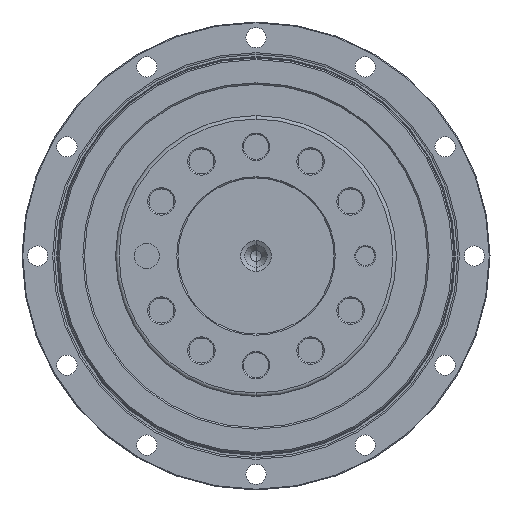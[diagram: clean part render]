
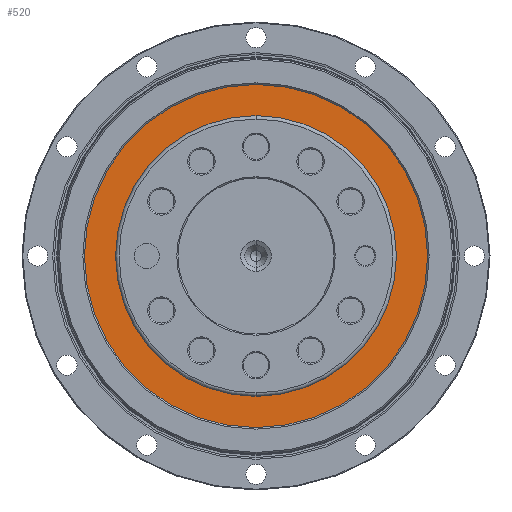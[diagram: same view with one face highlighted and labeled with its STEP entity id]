
A CAD part, left-side view. The second image highlights one B-rep face of the part: STEP entity #520.
In plain terms, the highlighted planar face has unit normal (-1, 0, 0).
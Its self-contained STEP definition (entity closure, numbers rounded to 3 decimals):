
#36 = CARTESIAN_POINT ( 'NONE',  ( 2370.794, 1462.591, 90.009 ) ) ;
#115 = PLANE ( 'NONE',  #6818 ) ;
#520 = ADVANCED_FACE ( 'NONE', ( #11473, #14595 ), #115, .F. ) ;
#899 = DIRECTION ( 'NONE',  ( 0., 0., 1. ) ) ;
#1878 = ORIENTED_EDGE ( 'NONE', *, *, #9701, .F. ) ;
#2042 = CIRCLE ( 'NONE', #3123, 90.009 ) ;
#2370 = CARTESIAN_POINT ( 'NONE',  ( 2370.794, 1462.591, 0. ) ) ;
#3123 = AXIS2_PLACEMENT_3D ( 'NONE', #4630, #14108, #8253 ) ;
#3339 = VERTEX_POINT ( 'NONE', #6581 ) ;
#3525 = DIRECTION ( 'NONE',  ( 0., 0., 1. ) ) ;
#3844 = DIRECTION ( 'NONE',  ( 1., 0., 0. ) ) ;
#4630 = CARTESIAN_POINT ( 'NONE',  ( 2370.794, 1462.591, 0. ) ) ;
#4704 = CIRCLE ( 'NONE', #13649, 110. ) ;
#4820 = EDGE_CURVE ( 'NONE', #3339, #13642, #5161, .T. ) ;
#5161 = CIRCLE ( 'NONE', #6283, 110. ) ;
#6283 = AXIS2_PLACEMENT_3D ( 'NONE', #13983, #10520, #3525 ) ;
#6347 = EDGE_LOOP ( 'NONE', ( #12083, #13407 ) ) ;
#6581 = CARTESIAN_POINT ( 'NONE',  ( 2370.794, 1462.591, -110. ) ) ;
#6655 = EDGE_CURVE ( 'NONE', #6974, #8990, #2042, .T. ) ;
#6684 = EDGE_LOOP ( 'NONE', ( #1878, #6908 ) ) ;
#6818 = AXIS2_PLACEMENT_3D ( 'NONE', #2370, #14252, #8386 ) ;
#6908 = ORIENTED_EDGE ( 'NONE', *, *, #4820, .F. ) ;
#6974 = VERTEX_POINT ( 'NONE', #10141 ) ;
#8253 = DIRECTION ( 'NONE',  ( 0., 0., 1. ) ) ;
#8386 = DIRECTION ( 'NONE',  ( 0., 0., -1. ) ) ;
#8492 = AXIS2_PLACEMENT_3D ( 'NONE', #10105, #12560, #899 ) ;
#8652 = DIRECTION ( 'NONE',  ( 0., 0., 1. ) ) ;
#8990 = VERTEX_POINT ( 'NONE', #36 ) ;
#9093 = CIRCLE ( 'NONE', #8492, 90.009 ) ;
#9701 = EDGE_CURVE ( 'NONE', #13642, #3339, #4704, .T. ) ;
#10105 = CARTESIAN_POINT ( 'NONE',  ( 2370.794, 1462.591, 0. ) ) ;
#10141 = CARTESIAN_POINT ( 'NONE',  ( 2370.794, 1462.591, -90.009 ) ) ;
#10520 = DIRECTION ( 'NONE',  ( 1., 0., 0. ) ) ;
#11473 = FACE_OUTER_BOUND ( 'NONE', #6684, .T. ) ;
#11831 = CARTESIAN_POINT ( 'NONE',  ( 2370.794, 1462.591, 110. ) ) ;
#12083 = ORIENTED_EDGE ( 'NONE', *, *, #12666, .F. ) ;
#12560 = DIRECTION ( 'NONE',  ( -1., 0., 0. ) ) ;
#12666 = EDGE_CURVE ( 'NONE', #8990, #6974, #9093, .T. ) ;
#13304 = CARTESIAN_POINT ( 'NONE',  ( 2370.794, 1462.591, 0. ) ) ;
#13407 = ORIENTED_EDGE ( 'NONE', *, *, #6655, .F. ) ;
#13642 = VERTEX_POINT ( 'NONE', #11831 ) ;
#13649 = AXIS2_PLACEMENT_3D ( 'NONE', #13304, #3844, #8652 ) ;
#13983 = CARTESIAN_POINT ( 'NONE',  ( 2370.794, 1462.591, 0. ) ) ;
#14108 = DIRECTION ( 'NONE',  ( -1., 0., 0. ) ) ;
#14252 = DIRECTION ( 'NONE',  ( 1., 0., 0. ) ) ;
#14595 = FACE_BOUND ( 'NONE', #6347, .T. ) ;
